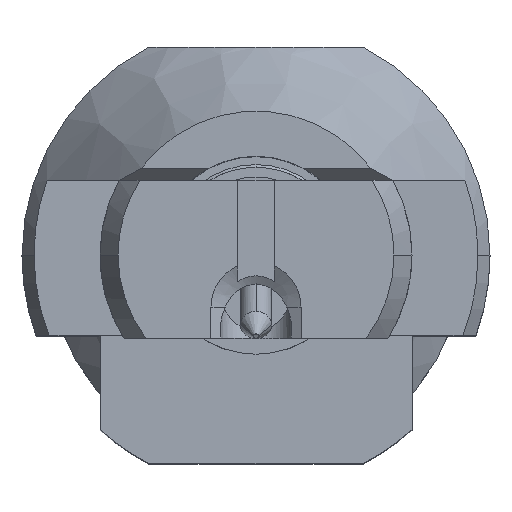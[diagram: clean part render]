
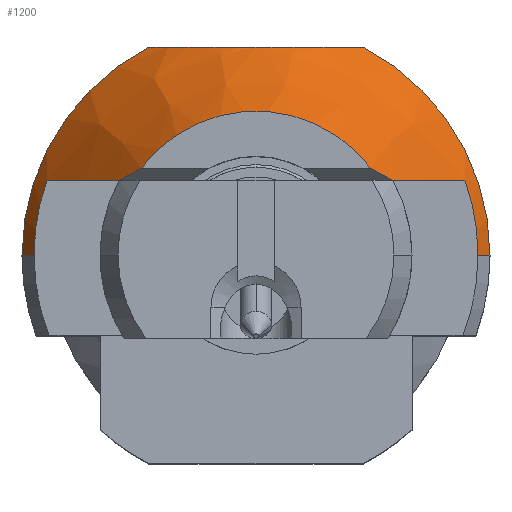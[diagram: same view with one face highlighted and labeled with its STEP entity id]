
A CAD part, top view. The second image highlights one B-rep face of the part: STEP entity #1200.
In plain terms, the highlighted conical face has half-angle 30 degrees and reference radius 1.817 mm.
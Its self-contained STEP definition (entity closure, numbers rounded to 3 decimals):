
#395=VERTEX_POINT('',#726);
#493=VERTEX_POINT('',#924);
#726=CARTESIAN_POINT('',(1.316,0.72,10.099));
#924=CARTESIAN_POINT('',(-1.316,0.72,10.099));
#1200=ADVANCED_FACE('',(#1308),#1309,.T.);
#1308=FACE_OUTER_BOUND('',#1551,.T.);
#1309=CONICAL_SURFACE('',#1552,1.817,0.524);
#1551=EDGE_LOOP('',(#1773,#1774,#1775,#1776,#1777,#1778,#1779,#1780,#1781,#1782,#1783,#1784,#1785,#1786,#1787));
#1552=AXIS2_PLACEMENT_3D('',#1788,#1789,#1790);
#1773=ORIENTED_EDGE('',*,*,#2441,.F.);
#1774=ORIENTED_EDGE('',*,*,#2442,.T.);
#1775=ORIENTED_EDGE('',*,*,#2443,.T.);
#1776=ORIENTED_EDGE('',*,*,#2444,.T.);
#1777=ORIENTED_EDGE('',*,*,#2445,.F.);
#1778=ORIENTED_EDGE('',*,*,#2446,.T.);
#1779=ORIENTED_EDGE('',*,*,#2447,.T.);
#1780=ORIENTED_EDGE('',*,*,#2448,.F.);
#1781=ORIENTED_EDGE('',*,*,#2449,.F.);
#1782=ORIENTED_EDGE('',*,*,#2450,.F.);
#1783=ORIENTED_EDGE('',*,*,#2437,.F.);
#1784=ORIENTED_EDGE('',*,*,#2451,.F.);
#1785=ORIENTED_EDGE('',*,*,#2452,.T.);
#1786=ORIENTED_EDGE('',*,*,#2453,.F.);
#1787=ORIENTED_EDGE('',*,*,#2454,.T.);
#1788=CARTESIAN_POINT('',(0.0,0.0,9.55));
#1789=DIRECTION('',(-0.0,-0.0,-1.0));
#1790=DIRECTION('',(-1.0,0.0,0.0));
#2437=EDGE_CURVE('',#2618,#2619,#2620,.T.);
#2441=EDGE_CURVE('',#2626,#2603,#2627,.T.);
#2442=EDGE_CURVE('',#2626,#2628,#2629,.F.);
#2443=EDGE_CURVE('',#2628,#493,#2630,.T.);
#2444=EDGE_CURVE('',#493,#2631,#2632,.T.);
#2445=EDGE_CURVE('',#2633,#2631,#2634,.F.);
#2446=EDGE_CURVE('',#2633,#2635,#2636,.F.);
#2447=EDGE_CURVE('',#2635,#2637,#2638,.T.);
#2448=EDGE_CURVE('',#395,#2637,#2639,.F.);
#2449=EDGE_CURVE('',#2640,#395,#2641,.F.);
#2450=EDGE_CURVE('',#2619,#2640,#2642,.F.);
#2451=EDGE_CURVE('',#2643,#2618,#2644,.T.);
#2452=EDGE_CURVE('',#2643,#2645,#2646,.T.);
#2453=EDGE_CURVE('',#2647,#2645,#2648,.F.);
#2454=EDGE_CURVE('',#2647,#2603,#2649,.T.);
#2603=VERTEX_POINT('',#2864);
#2618=VERTEX_POINT('',#2886);
#2619=VERTEX_POINT('',#2887);
#2620=LINE('',#2888,#2889);
#2626=VERTEX_POINT('',#2904);
#2627=LINE('',#2905,#2906);
#2628=VERTEX_POINT('',#2907);
#2629=CIRCLE('',#2908,2.135);
#2630=(B_SPLINE_CURVE(2,(#2910,#2911,#2912),.UNSPECIFIED.,.F.,.F.)B_SPLINE_CURVE_WITH_KNOTS((3,3),(0.049,1.345),.UNSPECIFIED.)RATIONAL_B_SPLINE_CURVE((1.001,1.021,1.002))BOUNDED_CURVE()REPRESENTATION_ITEM('')GEOMETRIC_REPRESENTATION_ITEM()CURVE());
#2631=VERTEX_POINT('',#2919);
#2632=LINE('',#2920,#2921);
#2633=VERTEX_POINT('',#2922);
#2634=B_SPLINE_CURVE_WITH_KNOTS('',2,(#2923,#2924,#2925),.UNSPECIFIED.,.F.,.F.,(3,3),(0.073,0.385),.UNSPECIFIED.);
#2635=VERTEX_POINT('',#2926);
#2636=CIRCLE('',#2927,1.384);
#2637=VERTEX_POINT('',#2928);
#2638=B_SPLINE_CURVE_WITH_KNOTS('',2,(#2929,#2930,#2931),.UNSPECIFIED.,.F.,.F.,(3,3),(0.091,0.404),.UNSPECIFIED.);
#2639=LINE('',#2932,#2933);
#2640=VERTEX_POINT('',#2934);
#2641=(B_SPLINE_CURVE(2,(#2936,#2937,#2938),.UNSPECIFIED.,.F.,.F.)B_SPLINE_CURVE_WITH_KNOTS((3,3),(0.076,1.373),.UNSPECIFIED.)RATIONAL_B_SPLINE_CURVE((1.002,1.021,1.001))BOUNDED_CURVE()REPRESENTATION_ITEM('')GEOMETRIC_REPRESENTATION_ITEM()CURVE());
#2642=CIRCLE('',#2945,2.135);
#2643=VERTEX_POINT('',#2946);
#2644=CIRCLE('',#2947,2.25);
#2645=VERTEX_POINT('',#2948);
#2646=(B_SPLINE_CURVE(2,(#2950,#2951,#2952),.UNSPECIFIED.,.F.,.F.)B_SPLINE_CURVE_WITH_KNOTS((3,3),(0.061,1.197),.UNSPECIFIED.)RATIONAL_B_SPLINE_CURVE((1.007,1.07,1.07))BOUNDED_CURVE()REPRESENTATION_ITEM('')GEOMETRIC_REPRESENTATION_ITEM()CURVE());
#2647=VERTEX_POINT('',#2959);
#2648=(B_SPLINE_CURVE(2,(#2961,#2962,#2963),.UNSPECIFIED.,.F.,.F.)B_SPLINE_CURVE_WITH_KNOTS((3,3),(1.197,2.332),.UNSPECIFIED.)RATIONAL_B_SPLINE_CURVE((1.07,1.07,1.007))BOUNDED_CURVE()REPRESENTATION_ITEM('')GEOMETRIC_REPRESENTATION_ITEM()CURVE());
#2649=CIRCLE('',#2970,2.25);
#2864=CARTESIAN_POINT('',(-2.25,0.,8.8));
#2886=CARTESIAN_POINT('',(2.25,0.,8.8));
#2887=CARTESIAN_POINT('',(2.135,0.,9.0));
#2888=CARTESIAN_POINT('',(1.817,0.,9.55));
#2889=VECTOR('',#3306,1.0);
#2904=CARTESIAN_POINT('',(-2.135,0.,9.0));
#2905=CARTESIAN_POINT('',(-1.817,0.,9.55));
#2906=VECTOR('',#3313,1.0);
#2907=CARTESIAN_POINT('',(-2.009,0.72,9.0));
#2908=AXIS2_PLACEMENT_3D('',#3314,#3315,#3316);
#2910=CARTESIAN_POINT('',(-2.009,0.72,9.0));
#2911=CARTESIAN_POINT('',(-1.602,0.72,9.664));
#2912=CARTESIAN_POINT('',(-1.316,0.72,10.099));
#2919=CARTESIAN_POINT('',(-1.315,0.72,10.1));
#2920=CARTESIAN_POINT('',(-1.316,0.72,10.099));
#2921=VECTOR('',#3317,1.0);
#2922=CARTESIAN_POINT('',(-1.103,0.835,10.3));
#2923=CARTESIAN_POINT('',(-1.315,0.72,10.1));
#2924=CARTESIAN_POINT('',(-1.209,0.783,10.209));
#2925=CARTESIAN_POINT('',(-1.103,0.835,10.3));
#2926=CARTESIAN_POINT('',(1.103,0.835,10.3));
#2927=AXIS2_PLACEMENT_3D('',#3318,#3319,#3320);
#2928=CARTESIAN_POINT('',(1.315,0.72,10.1));
#2929=CARTESIAN_POINT('',(1.103,0.835,10.3));
#2930=CARTESIAN_POINT('',(1.209,0.783,10.209));
#2931=CARTESIAN_POINT('',(1.315,0.72,10.1));
#2932=CARTESIAN_POINT('',(1.315,0.72,10.1));
#2933=VECTOR('',#3321,1.0);
#2934=CARTESIAN_POINT('',(2.009,0.72,9.0));
#2936=CARTESIAN_POINT('',(1.316,0.72,10.099));
#2937=CARTESIAN_POINT('',(1.602,0.72,9.664));
#2938=CARTESIAN_POINT('',(2.009,0.72,9.0));
#2945=AXIS2_PLACEMENT_3D('',#3322,#3323,#3324);
#2946=CARTESIAN_POINT('',(1.031,2.0,8.8));
#2947=AXIS2_PLACEMENT_3D('',#3325,#3326,#3327);
#2948=CARTESIAN_POINT('',(0.,2.0,9.233));
#2950=CARTESIAN_POINT('',(1.031,2.0,8.8));
#2951=CARTESIAN_POINT('',(0.485,2.0,9.233));
#2952=CARTESIAN_POINT('',(0.,2.0,9.233));
#2959=CARTESIAN_POINT('',(-1.031,2.0,8.8));
#2961=CARTESIAN_POINT('',(0.,2.0,9.233));
#2962=CARTESIAN_POINT('',(-0.485,2.0,9.233));
#2963=CARTESIAN_POINT('',(-1.031,2.0,8.8));
#2970=AXIS2_PLACEMENT_3D('',#3328,#3329,#3330);
#3306=DIRECTION('',(-0.5,0.,0.866));
#3313=DIRECTION('',(-0.5,0.,-0.866));
#3314=CARTESIAN_POINT('',(0.0,0.0,9.0));
#3315=DIRECTION('',(0.0,-0.0,1.0));
#3316=DIRECTION('',(-1.0,0.0,0.0));
#3317=DIRECTION('',(0.55,0.0,0.835));
#3318=CARTESIAN_POINT('',(0.0,0.0,10.3));
#3319=DIRECTION('',(0.0,0.0,1.0));
#3320=DIRECTION('',(-1.0,0.0,0.0));
#3321=DIRECTION('',(0.55,0.,-0.835));
#3322=CARTESIAN_POINT('',(0.0,0.0,9.0));
#3323=DIRECTION('',(0.0,0.0,-1.0));
#3324=DIRECTION('',(-1.0,0.0,0.0));
#3325=CARTESIAN_POINT('',(0.0,0.0,8.8));
#3326=DIRECTION('',(0.0,0.0,-1.0));
#3327=DIRECTION('',(1.0,0.0,0.0));
#3328=CARTESIAN_POINT('',(0.0,0.0,8.8));
#3329=DIRECTION('',(0.0,0.0,1.0));
#3330=DIRECTION('',(-1.0,0.0,0.0));
